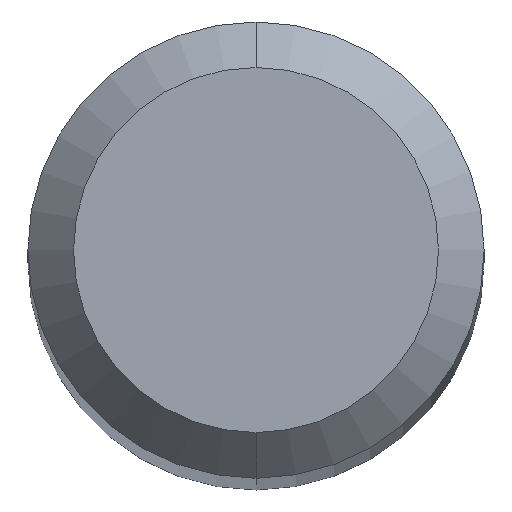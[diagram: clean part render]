
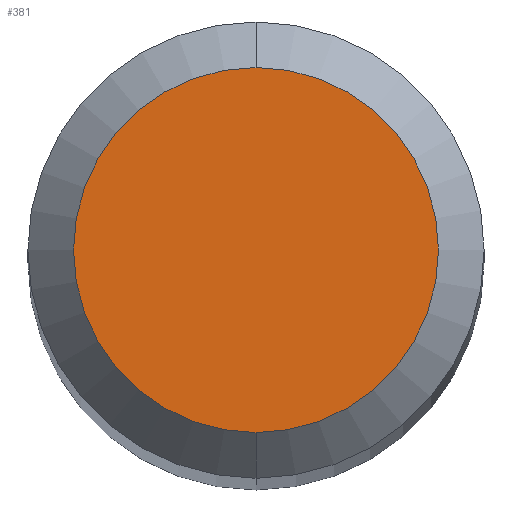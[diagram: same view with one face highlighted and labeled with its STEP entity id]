
A CAD part, top view. The second image highlights one B-rep face of the part: STEP entity #381.
In plain terms, the highlighted planar face has unit normal (0, 0, 1).
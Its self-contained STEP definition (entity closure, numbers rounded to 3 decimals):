
#251=EDGE_CURVE('',#395,#301,#553,.T.);
#301=VERTEX_POINT('',#607);
#381=ADVANCED_FACE('',(#695),#696,.T.);
#395=VERTEX_POINT('',#710);
#415=EDGE_CURVE('',#301,#395,#731,.T.);
#553=CIRCLE('',#951,1.2);
#607=CARTESIAN_POINT('',(0.,-1.2,0.));
#695=FACE_OUTER_BOUND('',#1203,.T.);
#696=PLANE('',#1204);
#710=CARTESIAN_POINT('',(0.0,1.2,0.));
#731=CIRCLE('',#1301,1.2);
#951=AXIS2_PLACEMENT_3D('',#1505,#1506,#1507);
#1203=EDGE_LOOP('',(#1661,#1662));
#1204=AXIS2_PLACEMENT_3D('',#1663,#1664,#1665);
#1301=AXIS2_PLACEMENT_3D('',#1684,#1685,#1686);
#1505=CARTESIAN_POINT('',(0.0,0.0,0.));
#1506=DIRECTION('',(0.0,0.0,-1.0));
#1507=DIRECTION('',(0.0,1.0,0.0));
#1661=ORIENTED_EDGE('',*,*,#251,.F.);
#1662=ORIENTED_EDGE('',*,*,#415,.F.);
#1663=CARTESIAN_POINT('',(0.0,0.6,0.));
#1664=DIRECTION('',(-0.0,0.0,1.0));
#1665=DIRECTION('',(0.0,-1.0,0.0));
#1684=CARTESIAN_POINT('',(0.0,0.0,0.));
#1685=DIRECTION('',(0.0,0.0,-1.0));
#1686=DIRECTION('',(0.0,1.0,0.0));
